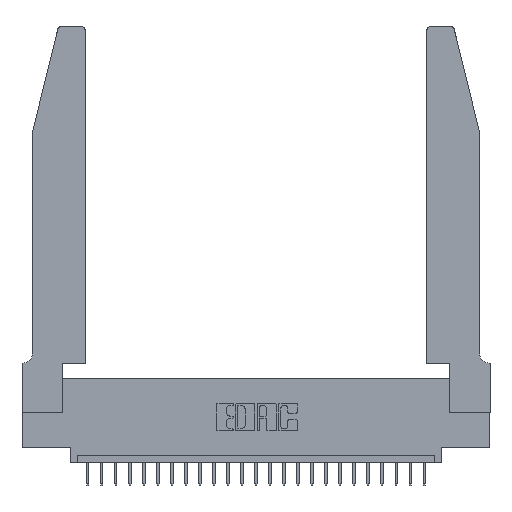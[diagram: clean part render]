
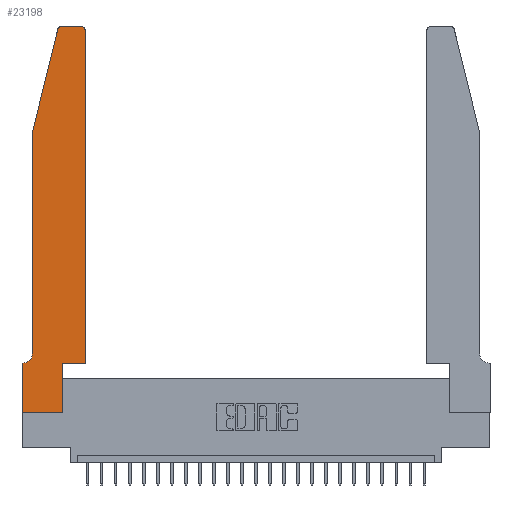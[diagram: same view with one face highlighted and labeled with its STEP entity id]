
A CAD part, top view. The second image highlights one B-rep face of the part: STEP entity #23198.
In plain terms, the highlighted planar face has unit normal (0, 0, 1).
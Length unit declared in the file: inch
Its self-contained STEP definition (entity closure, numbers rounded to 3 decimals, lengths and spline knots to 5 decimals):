
#684 = LINE ( 'NONE', #3915, #15155 ) ;
#925 = VECTOR ( 'NONE', #14968, 39.37008 ) ;
#1441 = VECTOR ( 'NONE', #18539, 39.37008 ) ;
#1634 = CARTESIAN_POINT ( 'NONE',  ( 0., 0., 0.37 ) ) ;
#1954 = LINE ( 'NONE', #10151, #17358 ) ;
#2107 = LINE ( 'NONE', #12227, #1441 ) ;
#2321 = EDGE_CURVE ( 'NONE', #9428, #10894, #684, .T. ) ;
#2737 = CARTESIAN_POINT ( 'NONE',  ( 0.0755, 0.35, 0.37 ) ) ;
#2768 = VERTEX_POINT ( 'NONE', #9606 ) ;
#3095 = EDGE_CURVE ( 'NONE', #24020, #4704, #16981, .T. ) ;
#3256 = EDGE_CURVE ( 'NONE', #10894, #13952, #6320, .T. ) ;
#3477 = EDGE_CURVE ( 'NONE', #17163, #2768, #9442, .T. ) ;
#3667 = DIRECTION ( 'NONE',  ( 0., -1., 0. ) ) ;
#3915 = CARTESIAN_POINT ( 'NONE',  ( 0.2865, 0.35, 0.37 ) ) ;
#3916 = VECTOR ( 'NONE', #11355, 39.37008 ) ;
#4461 = CARTESIAN_POINT ( 'NONE',  ( 0.4505, 2.72, 0.37 ) ) ;
#4565 = DIRECTION ( 'NONE',  ( -1., 0., 0. ) ) ;
#4704 = VERTEX_POINT ( 'NONE', #24636 ) ;
#4760 = LINE ( 'NONE', #2737, #21136 ) ;
#4945 = VERTEX_POINT ( 'NONE', #18131 ) ;
#5079 = CARTESIAN_POINT ( 'NONE',  ( 0.284, 2.75, 0.37 ) ) ;
#5341 = VECTOR ( 'NONE', #16505, 39.37008 ) ;
#5355 = ORIENTED_EDGE ( 'NONE', *, *, #3095, .T. ) ;
#5644 = VECTOR ( 'NONE', #13389, 39.37008 ) ;
#5858 = CARTESIAN_POINT ( 'NONE',  ( 0.2865, 0., 0.37 ) ) ;
#5961 = CARTESIAN_POINT ( 'NONE',  ( 0.4505, 0.35, 0.37 ) ) ;
#5984 = DIRECTION ( 'NONE',  ( 0., 0., 1. ) ) ;
#6320 = LINE ( 'NONE', #24500, #5341 ) ;
#6477 = CARTESIAN_POINT ( 'NONE',  ( 0., 0., 0.37 ) ) ;
#6738 = CARTESIAN_POINT ( 'NONE',  ( 0.0055, 0.35, 0.37 ) ) ;
#7084 = AXIS2_PLACEMENT_3D ( 'NONE', #13489, #13402, #25323 ) ;
#7998 = DIRECTION ( 'NONE',  ( 1., 0., 0. ) ) ;
#8342 = EDGE_CURVE ( 'NONE', #18224, #8915, #4760, .T. ) ;
#8681 = EDGE_LOOP ( 'NONE', ( #24730, #10787, #21672, #24369, #16683, #25800, #25488, #11792, #11667, #19373, #19487, #5355 ) ) ;
#8915 = VERTEX_POINT ( 'NONE', #11679 ) ;
#8986 = LINE ( 'NONE', #19340, #3916 ) ;
#9010 = EDGE_CURVE ( 'NONE', #4945, #17163, #11019, .T. ) ;
#9209 = DIRECTION ( 'NONE',  ( 0., 0., 1. ) ) ;
#9428 = VERTEX_POINT ( 'NONE', #5858 ) ;
#9442 = LINE ( 'NONE', #24561, #5644 ) ;
#9606 = CARTESIAN_POINT ( 'NONE',  ( 0.0755, 0.42, 0.37 ) ) ;
#10151 = CARTESIAN_POINT ( 'NONE',  ( 0., 0., 0.37 ) ) ;
#10228 = DIRECTION ( 'NONE',  ( 0., 0., -1. ) ) ;
#10525 = AXIS2_PLACEMENT_3D ( 'NONE', #24051, #5984, #7998 ) ;
#10581 = VERTEX_POINT ( 'NONE', #5079 ) ;
#10774 = FACE_OUTER_BOUND ( 'NONE', #8681, .T. ) ;
#10787 = ORIENTED_EDGE ( 'NONE', *, *, #11915, .T. ) ;
#10894 = VERTEX_POINT ( 'NONE', #19420 ) ;
#11019 = LINE ( 'NONE', #22953, #925 ) ;
#11050 = DIRECTION ( 'NONE',  ( 1., 0., 0. ) ) ;
#11355 = DIRECTION ( 'NONE',  ( -1., 0., 0. ) ) ;
#11462 = PLANE ( 'NONE',  #7084 ) ;
#11494 = CIRCLE ( 'NONE', #18714, 0.07 ) ;
#11667 = ORIENTED_EDGE ( 'NONE', *, *, #2321, .T. ) ;
#11679 = CARTESIAN_POINT ( 'NONE',  ( 0., 0.35, 0.37 ) ) ;
#11792 = ORIENTED_EDGE ( 'NONE', *, *, #22692, .T. ) ;
#11814 = CARTESIAN_POINT ( 'NONE',  ( 0.0755, 2., 0.37 ) ) ;
#11915 = EDGE_CURVE ( 'NONE', #10581, #4945, #16540, .T. ) ;
#12097 = EDGE_CURVE ( 'NONE', #2768, #18224, #11494, .T. ) ;
#12153 = CARTESIAN_POINT ( 'NONE',  ( 0.0055, 0.42, 0.37 ) ) ;
#12227 = CARTESIAN_POINT ( 'NONE',  ( 0.4505, 0.35, 0.37 ) ) ;
#13389 = DIRECTION ( 'NONE',  ( 0., -1., 0. ) ) ;
#13402 = DIRECTION ( 'NONE',  ( 0., 0., 1. ) ) ;
#13489 = CARTESIAN_POINT ( 'NONE',  ( 0., 0.35, 0.37 ) ) ;
#13952 = VERTEX_POINT ( 'NONE', #5961 ) ;
#14968 = DIRECTION ( 'NONE',  ( -0.239, -0.971, 0. ) ) ;
#15155 = VECTOR ( 'NONE', #21946, 39.37008 ) ;
#16275 = DIRECTION ( 'NONE',  ( 1., 0., 0. ) ) ;
#16505 = DIRECTION ( 'NONE',  ( 1., 0., 0. ) ) ;
#16540 = CIRCLE ( 'NONE', #19701, 0.03 ) ;
#16683 = ORIENTED_EDGE ( 'NONE', *, *, #12097, .T. ) ;
#16981 = CIRCLE ( 'NONE', #10525, 0.03 ) ;
#17163 = VERTEX_POINT ( 'NONE', #11814 ) ;
#17358 = VECTOR ( 'NONE', #16275, 39.37008 ) ;
#17575 = EDGE_CURVE ( 'NONE', #13952, #24020, #2107, .T. ) ;
#17840 = EDGE_CURVE ( 'NONE', #8915, #20366, #18465, .T. ) ;
#18131 = CARTESIAN_POINT ( 'NONE',  ( 0.25487, 2.72718, 0.37 ) ) ;
#18224 = VERTEX_POINT ( 'NONE', #6738 ) ;
#18465 = LINE ( 'NONE', #1634, #20976 ) ;
#18539 = DIRECTION ( 'NONE',  ( 0., 1., 0. ) ) ;
#18714 = AXIS2_PLACEMENT_3D ( 'NONE', #12153, #10228, #4565 ) ;
#19088 = DIRECTION ( 'NONE',  ( -1., 0., 0. ) ) ;
#19340 = CARTESIAN_POINT ( 'NONE',  ( 0.2605, 2.75, 0.37 ) ) ;
#19373 = ORIENTED_EDGE ( 'NONE', *, *, #3256, .T. ) ;
#19420 = CARTESIAN_POINT ( 'NONE',  ( 0.2865, 0.35, 0.37 ) ) ;
#19487 = ORIENTED_EDGE ( 'NONE', *, *, #17575, .T. ) ;
#19701 = AXIS2_PLACEMENT_3D ( 'NONE', #23069, #9209, #11050 ) ;
#20366 = VERTEX_POINT ( 'NONE', #6477 ) ;
#20976 = VECTOR ( 'NONE', #3667, 39.37008 ) ;
#21136 = VECTOR ( 'NONE', #19088, 39.37008 ) ;
#21289 = EDGE_CURVE ( 'NONE', #4704, #10581, #8986, .T. ) ;
#21672 = ORIENTED_EDGE ( 'NONE', *, *, #9010, .T. ) ;
#21946 = DIRECTION ( 'NONE',  ( 0., 1., 0. ) ) ;
#22692 = EDGE_CURVE ( 'NONE', #20366, #9428, #1954, .T. ) ;
#22953 = CARTESIAN_POINT ( 'NONE',  ( 0.0755, 2., 0.37 ) ) ;
#23069 = CARTESIAN_POINT ( 'NONE',  ( 0.284, 2.72, 0.37 ) ) ;
#23198 = ADVANCED_FACE ( 'NONE', ( #10774 ), #11462, .T. ) ;
#24020 = VERTEX_POINT ( 'NONE', #4461 ) ;
#24051 = CARTESIAN_POINT ( 'NONE',  ( 0.4205, 2.72, 0.37 ) ) ;
#24369 = ORIENTED_EDGE ( 'NONE', *, *, #3477, .T. ) ;
#24500 = CARTESIAN_POINT ( 'NONE',  ( 0.4505, 0.35, 0.37 ) ) ;
#24561 = CARTESIAN_POINT ( 'NONE',  ( 0.0755, 2., 0.37 ) ) ;
#24636 = CARTESIAN_POINT ( 'NONE',  ( 0.4205, 2.75, 0.37 ) ) ;
#24730 = ORIENTED_EDGE ( 'NONE', *, *, #21289, .T. ) ;
#25323 = DIRECTION ( 'NONE',  ( 1., 0., 0. ) ) ;
#25488 = ORIENTED_EDGE ( 'NONE', *, *, #17840, .T. ) ;
#25800 = ORIENTED_EDGE ( 'NONE', *, *, #8342, .T. ) ;
